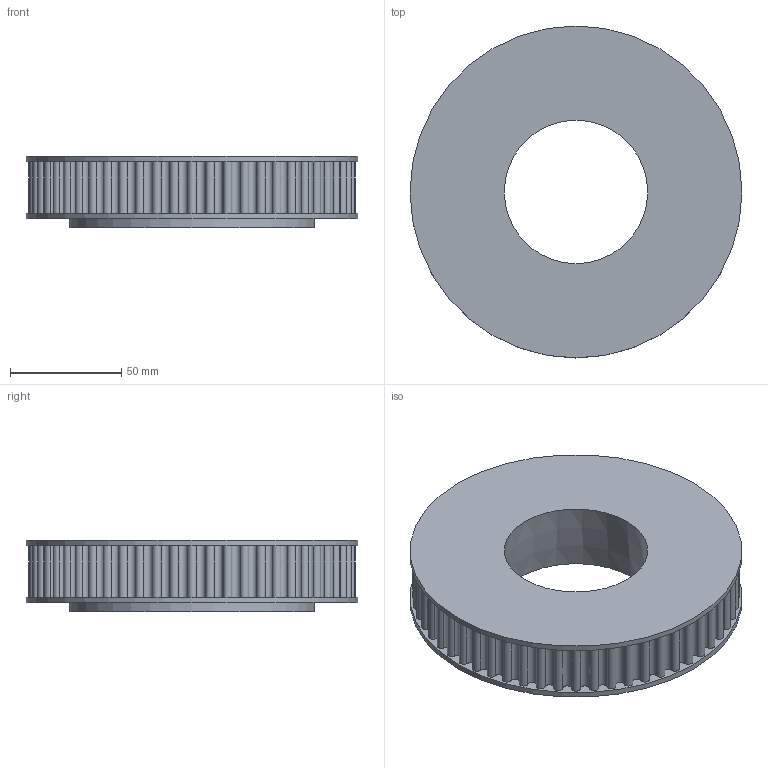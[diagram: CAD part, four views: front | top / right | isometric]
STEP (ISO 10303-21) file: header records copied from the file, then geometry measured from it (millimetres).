
FILE_DESCRIPTION(/* description */ (''),/* implementation_level */ '2;1');
FILE_NAME(/* name */ 'Assembly_C_140mm_Arm_Pulley.step',/* time_stamp */ '2024-05-09T15:52:03+01:00',/* author */ (''),/* organization */ (''),/* preprocessor_version */ 'ST-DEVELOPER v20',/* originating_system */ 'Autodesk Translation Framework v12.20.1.177',/* authorisation */ '');
FILE_SCHEMA (('AUTOMOTIVE_DESIGN { 1 0 10303 214 3 1 1 }'));
Length unit declared in the file: millimetre
Products named in the file (1): Assembly_C_140mm_Arm_Pulley
Bounding box: 149 x 149 x 32 mm (x, y, z)
Volume: 379060.7 mm3; surface area: 57380.3 mm2
Topology: 1 solids, 1 shells, 121 faces, 348 edges, 232 vertices
Faces by surface type: cylinder 115, plane 5, cone 1
Full cylindrical faces by diameter (mm): 110 x1, 149 x2
Entity records: 4151 total; most frequent: DIRECTION 824, CARTESIAN_POINT 702, ORIENTED_EDGE 696, AXIS2_PLACEMENT_3D 354, EDGE_CURVE 348, CIRCLE 232, VERTEX_POINT 232, EDGE_LOOP 126
